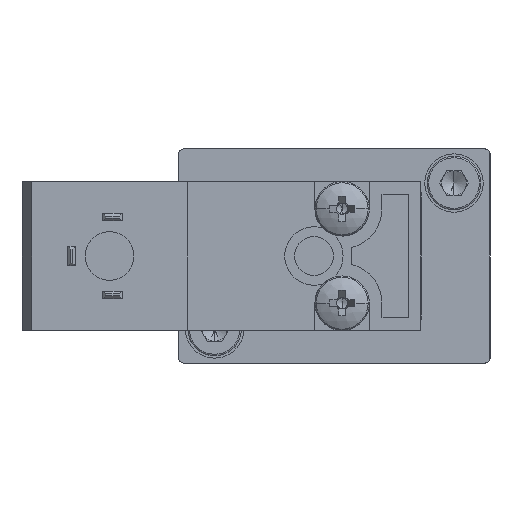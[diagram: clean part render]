
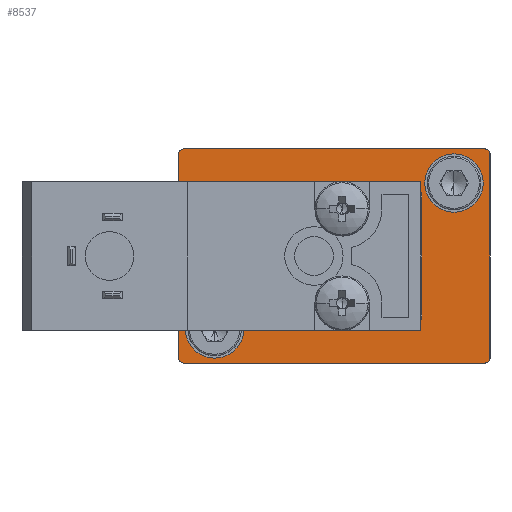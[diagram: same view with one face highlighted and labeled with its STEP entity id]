
A CAD part, left-side view. The second image highlights one B-rep face of the part: STEP entity #8537.
In plain terms, the highlighted planar face has unit normal (-1, 0, 0).
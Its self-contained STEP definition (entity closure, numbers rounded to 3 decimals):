
#225 = CARTESIAN_POINT ( 'NONE',  ( -35.05, 3.7, 18.5 ) ) ;
#369 = AXIS2_PLACEMENT_3D ( 'NONE', #8670, #15521, #5674 ) ;
#445 = VECTOR ( 'NONE', #12625, 1000. ) ;
#595 = DIRECTION ( 'NONE',  ( 0., 0., -1. ) ) ;
#678 = FACE_OUTER_BOUND ( 'NONE', #1926, .T. ) ;
#879 = CARTESIAN_POINT ( 'NONE',  ( -35.05, 28.3, 3.5 ) ) ;
#1006 = EDGE_CURVE ( 'NONE', #7274, #9586, #16974, .T. ) ;
#1202 = VERTEX_POINT ( 'NONE', #2753 ) ;
#1442 = CARTESIAN_POINT ( 'NONE',  ( -35.05, 28.3, 3.5 ) ) ;
#1461 = ORIENTED_EDGE ( 'NONE', *, *, #3463, .F. ) ;
#1504 = CARTESIAN_POINT ( 'NONE',  ( -35.05, 32., 0.5 ) ) ;
#1666 = VECTOR ( 'NONE', #2196, 1000. ) ;
#1926 = EDGE_LOOP ( 'NONE', ( #17309, #2831, #15934, #6148, #6885, #13586, #9214, #11589, #14928, #5159, #10051, #4946 ) ) ;
#2196 = DIRECTION ( 'NONE',  ( 0., 0., 1. ) ) ;
#2200 = ORIENTED_EDGE ( 'NONE', *, *, #15031, .F. ) ;
#2400 = DIRECTION ( 'NONE',  ( 0., 0., -1. ) ) ;
#2480 = CARTESIAN_POINT ( 'NONE',  ( -35.05, 0., 0. ) ) ;
#2535 = CARTESIAN_POINT ( 'NONE',  ( -35.05, 31.5, 22. ) ) ;
#2708 = CARTESIAN_POINT ( 'NONE',  ( -35.05, 0., 0. ) ) ;
#2753 = CARTESIAN_POINT ( 'NONE',  ( -35.05, 28.3, 0.5 ) ) ;
#2831 = ORIENTED_EDGE ( 'NONE', *, *, #10962, .T. ) ;
#3178 = AXIS2_PLACEMENT_3D ( 'NONE', #15972, #7593, #17377 ) ;
#3264 = VERTEX_POINT ( 'NONE', #12079 ) ;
#3323 = VERTEX_POINT ( 'NONE', #6466 ) ;
#3371 = AXIS2_PLACEMENT_3D ( 'NONE', #879, #10622, #2400 ) ;
#3463 = EDGE_CURVE ( 'NONE', #8890, #1202, #11807, .T. ) ;
#3716 = AXIS2_PLACEMENT_3D ( 'NONE', #17062, #15663, #17004 ) ;
#3932 = CARTESIAN_POINT ( 'NONE',  ( -35.05, 3.7, 15.5 ) ) ;
#4014 = VERTEX_POINT ( 'NONE', #7023 ) ;
#4149 = CIRCLE ( 'NONE', #3371, 3. ) ;
#4368 = FACE_BOUND ( 'NONE', #9089, .T. ) ;
#4946 = ORIENTED_EDGE ( 'NONE', *, *, #14731, .F. ) ;
#5083 = LINE ( 'NONE', #14011, #15820 ) ;
#5159 = ORIENTED_EDGE ( 'NONE', *, *, #5700, .F. ) ;
#5315 = AXIS2_PLACEMENT_3D ( 'NONE', #225, #12958, #7256 ) ;
#5474 = LINE ( 'NONE', #11626, #16202 ) ;
#5608 = AXIS2_PLACEMENT_3D ( 'NONE', #1442, #12614, #11138 ) ;
#5674 = DIRECTION ( 'NONE',  ( 0., 0., -1. ) ) ;
#5683 = DIRECTION ( 'NONE',  ( 0., 1., 0. ) ) ;
#5700 = EDGE_CURVE ( 'NONE', #17676, #17415, #9591, .T. ) ;
#6148 = ORIENTED_EDGE ( 'NONE', *, *, #16338, .T. ) ;
#6383 = CARTESIAN_POINT ( 'NONE',  ( -35.05, 0.5, 0.5 ) ) ;
#6450 = DIRECTION ( 'NONE',  ( 0., 0., -1. ) ) ;
#6466 = CARTESIAN_POINT ( 'NONE',  ( -35.05, 17.6, 10. ) ) ;
#6468 = ORIENTED_EDGE ( 'NONE', *, *, #7929, .F. ) ;
#6499 = DIRECTION ( 'NONE',  ( -1., 0., 0. ) ) ;
#6717 = EDGE_CURVE ( 'NONE', #3264, #16476, #16317, .T. ) ;
#6885 = ORIENTED_EDGE ( 'NONE', *, *, #6717, .F. ) ;
#7023 = CARTESIAN_POINT ( 'NONE',  ( -35.05, 32., 21.5 ) ) ;
#7160 = LINE ( 'NONE', #12275, #8934 ) ;
#7180 = CARTESIAN_POINT ( 'NONE',  ( -35.05, 0.5, 22. ) ) ;
#7189 = CARTESIAN_POINT ( 'NONE',  ( -35.05, 0.5, 0. ) ) ;
#7256 = DIRECTION ( 'NONE',  ( 0., 0., -1. ) ) ;
#7274 = VERTEX_POINT ( 'NONE', #1504 ) ;
#7279 = CARTESIAN_POINT ( 'NONE',  ( -35.05, 32., 12. ) ) ;
#7439 = CIRCLE ( 'NONE', #3716, 0.5 ) ;
#7593 = DIRECTION ( 'NONE',  ( -1., 0., 0. ) ) ;
#7606 = VERTEX_POINT ( 'NONE', #16652 ) ;
#7699 = DIRECTION ( 'NONE',  ( -1., 0., 0. ) ) ;
#7929 = EDGE_CURVE ( 'NONE', #14158, #8618, #14259, .T. ) ;
#8002 = VECTOR ( 'NONE', #9644, 1000. ) ;
#8020 = VERTEX_POINT ( 'NONE', #7180 ) ;
#8185 = DIRECTION ( 'NONE',  ( 0., 0., 1. ) ) ;
#8537 = ADVANCED_FACE ( 'NONE', ( #10700, #4368, #678 ), #17572, .T. ) ;
#8618 = VERTEX_POINT ( 'NONE', #3932 ) ;
#8670 = CARTESIAN_POINT ( 'NONE',  ( -35.05, 3.7, 18.5 ) ) ;
#8789 = AXIS2_PLACEMENT_3D ( 'NONE', #6383, #11704, #595 ) ;
#8868 = EDGE_CURVE ( 'NONE', #3323, #17676, #9766, .T. ) ;
#8890 = VERTEX_POINT ( 'NONE', #16333 ) ;
#8934 = VECTOR ( 'NONE', #8185, 1000. ) ;
#9089 = EDGE_LOOP ( 'NONE', ( #2200, #1461 ) ) ;
#9166 = CARTESIAN_POINT ( 'NONE',  ( -35.05, 32., 0. ) ) ;
#9214 = ORIENTED_EDGE ( 'NONE', *, *, #18006, .F. ) ;
#9245 = DIRECTION ( 'NONE',  ( 0., 0., -1. ) ) ;
#9586 = VERTEX_POINT ( 'NONE', #10674 ) ;
#9591 = LINE ( 'NONE', #12513, #445 ) ;
#9644 = DIRECTION ( 'NONE',  ( 0., 0., -1. ) ) ;
#9766 = CIRCLE ( 'NONE', #14882, 1. ) ;
#10051 = ORIENTED_EDGE ( 'NONE', *, *, #8868, .F. ) ;
#10312 = CIRCLE ( 'NONE', #3178, 0.5 ) ;
#10413 = EDGE_CURVE ( 'NONE', #3264, #8020, #10312, .T. ) ;
#10622 = DIRECTION ( 'NONE',  ( -1., 0., 0. ) ) ;
#10658 = LINE ( 'NONE', #18028, #15710 ) ;
#10674 = CARTESIAN_POINT ( 'NONE',  ( -35.05, 32., 10. ) ) ;
#10700 = FACE_BOUND ( 'NONE', #14019, .T. ) ;
#10962 = EDGE_CURVE ( 'NONE', #7274, #7606, #15268, .T. ) ;
#11138 = DIRECTION ( 'NONE',  ( 0., 0., -1. ) ) ;
#11589 = ORIENTED_EDGE ( 'NONE', *, *, #14737, .T. ) ;
#11606 = VERTEX_POINT ( 'NONE', #2535 ) ;
#11626 = CARTESIAN_POINT ( 'NONE',  ( -35.05, 0., 10. ) ) ;
#11704 = DIRECTION ( 'NONE',  ( -1., 0., 0. ) ) ;
#11807 = CIRCLE ( 'NONE', #5608, 3. ) ;
#12079 = CARTESIAN_POINT ( 'NONE',  ( -35.05, 0., 21.5 ) ) ;
#12162 = DIRECTION ( 'NONE',  ( 0., 0., -1. ) ) ;
#12247 = EDGE_CURVE ( 'NONE', #15182, #7606, #10658, .T. ) ;
#12275 = CARTESIAN_POINT ( 'NONE',  ( -35.05, 32., 0. ) ) ;
#12407 = EDGE_CURVE ( 'NONE', #8618, #14158, #14291, .T. ) ;
#12513 = CARTESIAN_POINT ( 'NONE',  ( -35.05, 17.6, 12. ) ) ;
#12614 = DIRECTION ( 'NONE',  ( -1., 0., 0. ) ) ;
#12625 = DIRECTION ( 'NONE',  ( 0., 1., 0. ) ) ;
#12958 = DIRECTION ( 'NONE',  ( -1., 0., 0. ) ) ;
#13037 = DIRECTION ( 'NONE',  ( 0., -1., 0. ) ) ;
#13383 = AXIS2_PLACEMENT_3D ( 'NONE', #17606, #7699, #12162 ) ;
#13548 = DIRECTION ( 'NONE',  ( -1., 0., 0. ) ) ;
#13586 = ORIENTED_EDGE ( 'NONE', *, *, #10413, .T. ) ;
#13907 = ORIENTED_EDGE ( 'NONE', *, *, #12407, .F. ) ;
#14011 = CARTESIAN_POINT ( 'NONE',  ( -35.05, 32., 22. ) ) ;
#14019 = EDGE_LOOP ( 'NONE', ( #13907, #6468 ) ) ;
#14158 = VERTEX_POINT ( 'NONE', #14805 ) ;
#14252 = EDGE_CURVE ( 'NONE', #17415, #4014, #7160, .T. ) ;
#14259 = CIRCLE ( 'NONE', #369, 3. ) ;
#14291 = CIRCLE ( 'NONE', #5315, 3. ) ;
#14380 = CIRCLE ( 'NONE', #8789, 0.5 ) ;
#14731 = EDGE_CURVE ( 'NONE', #9586, #3323, #5474, .T. ) ;
#14732 = CARTESIAN_POINT ( 'NONE',  ( -35.05, 17.6, 12. ) ) ;
#14737 = EDGE_CURVE ( 'NONE', #11606, #4014, #7439, .T. ) ;
#14805 = CARTESIAN_POINT ( 'NONE',  ( -35.05, 3.7, 21.5 ) ) ;
#14882 = AXIS2_PLACEMENT_3D ( 'NONE', #17612, #6499, #9245 ) ;
#14928 = ORIENTED_EDGE ( 'NONE', *, *, #14252, .F. ) ;
#14992 = AXIS2_PLACEMENT_3D ( 'NONE', #2480, #13548, #6450 ) ;
#15031 = EDGE_CURVE ( 'NONE', #1202, #8890, #4149, .T. ) ;
#15182 = VERTEX_POINT ( 'NONE', #7189 ) ;
#15268 = CIRCLE ( 'NONE', #13383, 0.5 ) ;
#15521 = DIRECTION ( 'NONE',  ( -1., 0., 0. ) ) ;
#15663 = DIRECTION ( 'NONE',  ( -1., 0., 0. ) ) ;
#15710 = VECTOR ( 'NONE', #5683, 1000. ) ;
#15820 = VECTOR ( 'NONE', #17790, 1000. ) ;
#15934 = ORIENTED_EDGE ( 'NONE', *, *, #12247, .F. ) ;
#15972 = CARTESIAN_POINT ( 'NONE',  ( -35.05, 0.5, 21.5 ) ) ;
#16202 = VECTOR ( 'NONE', #13037, 1000. ) ;
#16317 = LINE ( 'NONE', #2708, #8002 ) ;
#16333 = CARTESIAN_POINT ( 'NONE',  ( -35.05, 28.3, 6.5 ) ) ;
#16338 = EDGE_CURVE ( 'NONE', #15182, #16476, #14380, .T. ) ;
#16476 = VERTEX_POINT ( 'NONE', #16753 ) ;
#16652 = CARTESIAN_POINT ( 'NONE',  ( -35.05, 31.5, 0. ) ) ;
#16753 = CARTESIAN_POINT ( 'NONE',  ( -35.05, 0., 0.5 ) ) ;
#16974 = LINE ( 'NONE', #9166, #1666 ) ;
#17004 = DIRECTION ( 'NONE',  ( 0., 0., -1. ) ) ;
#17062 = CARTESIAN_POINT ( 'NONE',  ( -35.05, 31.5, 21.5 ) ) ;
#17309 = ORIENTED_EDGE ( 'NONE', *, *, #1006, .F. ) ;
#17377 = DIRECTION ( 'NONE',  ( 0., 0., -1. ) ) ;
#17415 = VERTEX_POINT ( 'NONE', #7279 ) ;
#17572 = PLANE ( 'NONE',  #14992 ) ;
#17606 = CARTESIAN_POINT ( 'NONE',  ( -35.05, 31.5, 0.5 ) ) ;
#17612 = CARTESIAN_POINT ( 'NONE',  ( -35.05, 17.6, 11. ) ) ;
#17676 = VERTEX_POINT ( 'NONE', #14732 ) ;
#17790 = DIRECTION ( 'NONE',  ( 0., -1., 0. ) ) ;
#18006 = EDGE_CURVE ( 'NONE', #11606, #8020, #5083, .T. ) ;
#18028 = CARTESIAN_POINT ( 'NONE',  ( -35.05, 32., 0. ) ) ;
